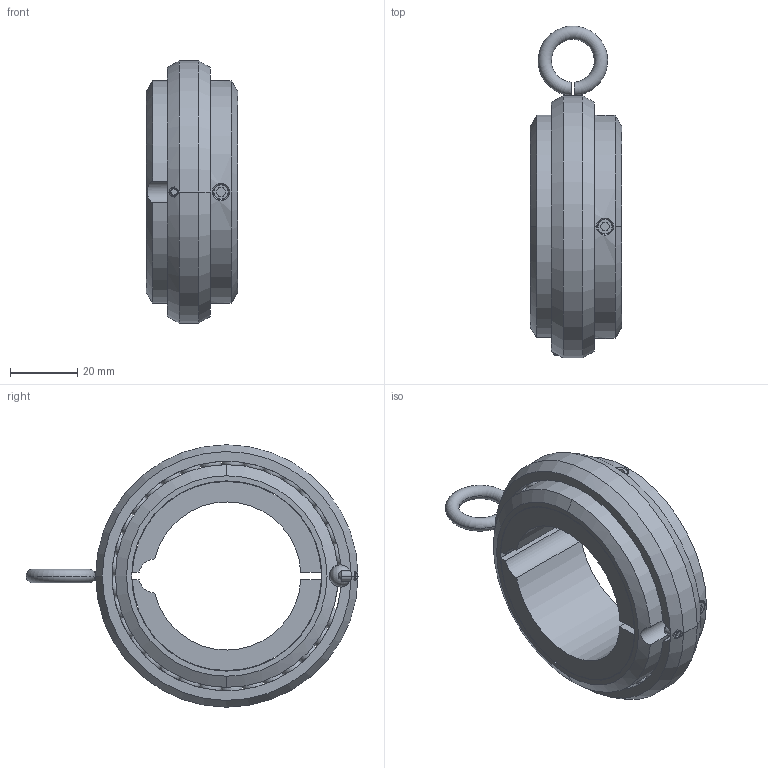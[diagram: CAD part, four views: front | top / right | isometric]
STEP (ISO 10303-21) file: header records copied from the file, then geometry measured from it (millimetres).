
FILE_DESCRIPTION((''),'2;1');
FILE_NAME('T50-3000063_ASM','2019-02-12T',('D0L91'),(''),'CREO PARAMETRIC BY PTC INC, 2016130','CREO PARAMETRIC BY PTC INC, 2016130','');
FILE_SCHEMA(('CONFIG_CONTROL_DESIGN'));
Length unit declared in the file: millimetre
Products named in the file (10): 541692; 541693; T50-1000081; 1014198_STEEL_BALL; B108F; INLBS_PART_BULK; 208853PT; T50-3000062_ASM; T50-1000080; T50-3000063_ASM
Assembly tree (45 placements, depth 3):
  T50-3000063_ASM
    T50-3000062_ASM
      541692
      541693
      T50-1000081
      1014198_STEEL_BALL  x33
      B108F  x4
      INLBS_PART_BULK
      208853PT
    T50-1000080  x2
Bounding box: 27.1 x 98.4 x 77.77 mm (x, y, z)
Volume: 60103.7 mm3; surface area: 36299.9 mm2
Topology: 43 solids, 43 shells, 206 faces, 513 edges, 260 vertices
Faces by surface type: sphere 66, plane 60, cylinder 38, cone 28, bspline 8, torus 6
Entity records: 4050 total; most frequent: CARTESIAN_POINT 1431, DIRECTION 592, ORIENTED_EDGE 412, AXIS2_PLACEMENT_3D 246, EDGE_CURVE 206, VERTEX_POINT 126, VECTOR 100, LINE 100
